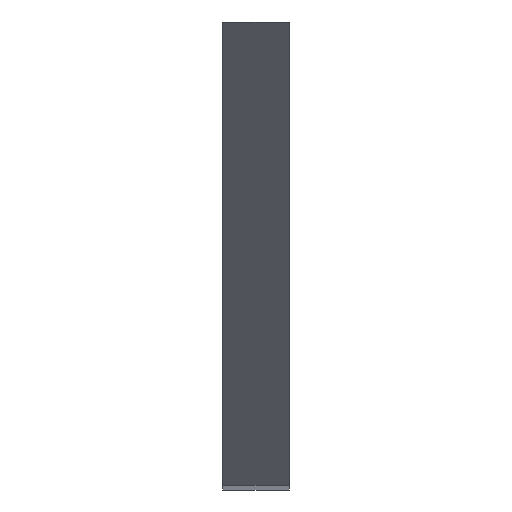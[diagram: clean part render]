
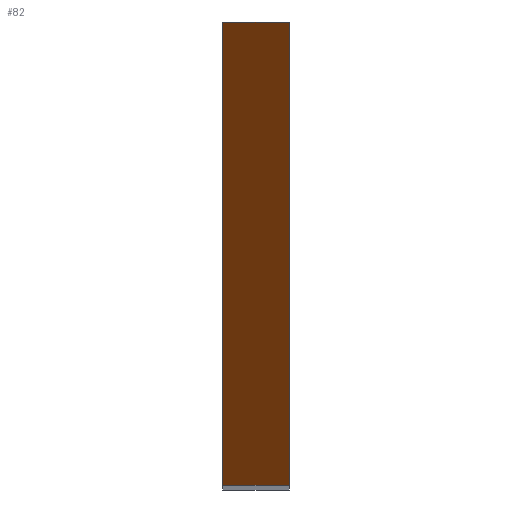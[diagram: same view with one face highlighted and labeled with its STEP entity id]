
A CAD part, top view. The second image highlights one B-rep face of the part: STEP entity #82.
In plain terms, the highlighted planar face has unit normal (0, -0.707, 0.707).
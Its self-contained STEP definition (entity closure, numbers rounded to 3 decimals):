
#82 = ADVANCED_FACE( '', ( #102 ), #103, .T. );
#102 = FACE_OUTER_BOUND( '', #124, .T. );
#103 = PLANE( '', #125 );
#124 = EDGE_LOOP( '', ( #187, #188, #189, #190 ) );
#125 = AXIS2_PLACEMENT_3D( '', #191, #192, #193 );
#187 = ORIENTED_EDGE( '', *, *, #226, .F. );
#188 = ORIENTED_EDGE( '', *, *, #225, .F. );
#189 = ORIENTED_EDGE( '', *, *, #220, .T. );
#190 = ORIENTED_EDGE( '', *, *, #230, .T. );
#191 = CARTESIAN_POINT( '', ( -3.725, -89.005, 383.708 ) );
#192 = DIRECTION( '', ( 0., -0.707, 0.707 ) );
#193 = DIRECTION( '', ( 0., -0.707, -0.707 ) );
#220 = EDGE_CURVE( '', #255, #253, #256, .T. );
#225 = EDGE_CURVE( '', #255, #261, #263, .T. );
#226 = EDGE_CURVE( '', #261, #264, #265, .T. );
#230 = EDGE_CURVE( '', #253, #264, #270, .T. );
#253 = VERTEX_POINT( '', #300 );
#255 = VERTEX_POINT( '', #303 );
#256 = LINE( '', #304, #305 );
#261 = VERTEX_POINT( '', #312 );
#263 = LINE( '', #315, #316 );
#264 = VERTEX_POINT( '', #317 );
#265 = LINE( '', #318, #319 );
#270 = LINE( '', #326, #327 );
#300 = CARTESIAN_POINT( '', ( -3.725, -75.005, 397.708 ) );
#303 = CARTESIAN_POINT( '', ( -3.725, -89.005, 383.708 ) );
#304 = CARTESIAN_POINT( '', ( -3.725, -89.005, 383.708 ) );
#305 = VECTOR( '', #350, 1000. );
#312 = CARTESIAN_POINT( '', ( -5.725, -89.005, 383.708 ) );
#315 = CARTESIAN_POINT( '', ( -3.725, -89.005, 383.708 ) );
#316 = VECTOR( '', #357, 1000. );
#317 = CARTESIAN_POINT( '', ( -5.725, -75.005, 397.708 ) );
#318 = CARTESIAN_POINT( '', ( -5.725, -89.005, 383.708 ) );
#319 = VECTOR( '', #358, 1000. );
#326 = CARTESIAN_POINT( '', ( -3.725, -75.005, 397.708 ) );
#327 = VECTOR( '', #364, 1000. );
#350 = DIRECTION( '', ( 0., 0.707, 0.707 ) );
#357 = DIRECTION( '', ( -1., 0., 0. ) );
#358 = DIRECTION( '', ( 0., 0.707, 0.707 ) );
#364 = DIRECTION( '', ( -1., 0., 0. ) );
